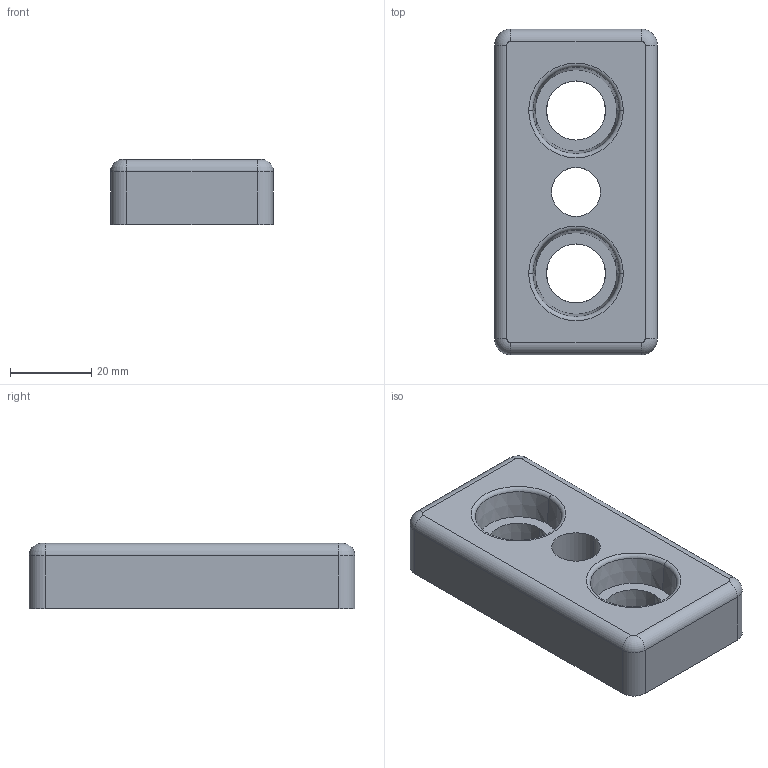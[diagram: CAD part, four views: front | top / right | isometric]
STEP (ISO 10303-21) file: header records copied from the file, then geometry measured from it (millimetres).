
FILE_DESCRIPTION (( 'STEP AP214' ), '1' );
FILE_NAME ('093t40801212r.STEP', '2013-08-30T07:28:56', ( '' ), ( '' ), 'SwSTEP 2.0', 'SolidWorks 2012', '' );
FILE_SCHEMA (( 'AUTOMOTIVE_DESIGN' ));
Length unit declared in the file: millimetre
Products named in the file (1): 093t40801212r
Bounding box: 40 x 80 x 16 mm (x, y, z)
Volume: 30100.7 mm3; surface area: 15470.3 mm2
Topology: 1 solids, 1 shells, 288 faces, 644 edges, 336 vertices
Faces by surface type: cylinder 120, torus 74, plane 44, sphere 42, cone 8
Entity records: 7722 total; most frequent: DIRECTION 1578, CARTESIAN_POINT 1237, ORIENTED_EDGE 1224, AXIS2_PLACEMENT_3D 677, EDGE_CURVE 612, CIRCLE 388, VERTEX_POINT 336, EDGE_LOOP 304
